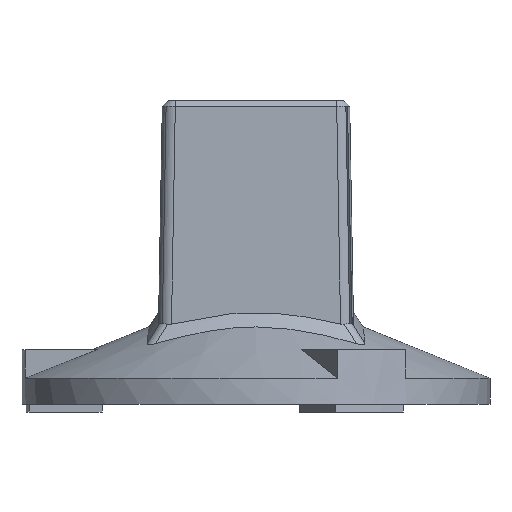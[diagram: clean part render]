
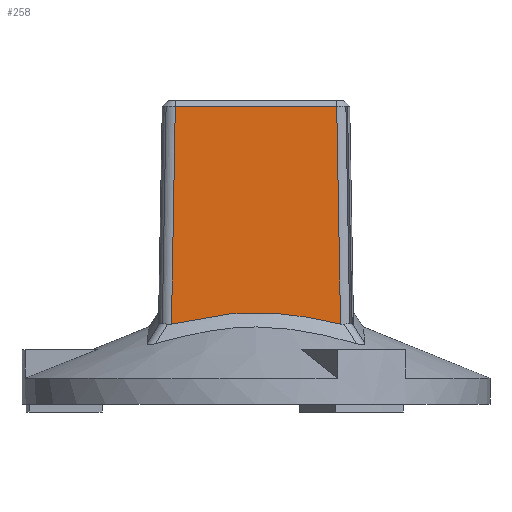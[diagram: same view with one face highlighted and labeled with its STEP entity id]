
A CAD part, front view. The second image highlights one B-rep face of the part: STEP entity #258.
In plain terms, the highlighted planar face has unit normal (0, -1, 0.018).
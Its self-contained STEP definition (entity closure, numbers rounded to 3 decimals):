
#258=ADVANCED_FACE('',(#547),#548,.T.);
#547=FACE_OUTER_BOUND('',#6869,.T.);
#548=PLANE('',#6870);
#6869=EDGE_LOOP('',(#7746,#7747,#7748,#7749,#7750,#7751));
#6870=AXIS2_PLACEMENT_3D('',#7752,#7753,#7754);
#7746=ORIENTED_EDGE('',*,*,#8319,.F.);
#7747=ORIENTED_EDGE('',*,*,#8316,.T.);
#7748=ORIENTED_EDGE('',*,*,#8314,.F.);
#7749=ORIENTED_EDGE('',*,*,#8321,.T.);
#7750=ORIENTED_EDGE('',*,*,#8262,.T.);
#7751=ORIENTED_EDGE('',*,*,#8029,.T.);
#7752=CARTESIAN_POINT('',(-38.2,-36.0,120.0));
#7753=DIRECTION('',(0.0,-1.,0.017));
#7754=DIRECTION('',(-1.0,0.0,0.0));
#8029=EDGE_CURVE('',#8413,#8411,#8414,.T.);
#8262=EDGE_CURVE('',#8788,#8413,#8789,.T.);
#8314=EDGE_CURVE('',#8846,#8850,#8852,.T.);
#8316=EDGE_CURVE('',#8854,#8850,#8855,.F.);
#8319=EDGE_CURVE('',#8854,#8411,#8858,.F.);
#8321=EDGE_CURVE('',#8846,#8788,#8860,.F.);
#8411=VERTEX_POINT('',#9001);
#8413=VERTEX_POINT('',#9018);
#8414=LINE('',#9019,#9020);
#8788=VERTEX_POINT('',#10128);
#8789=B_SPLINE_CURVE_WITH_KNOTS('',3,(#10129,#10130,#10131,#10132,#10133,#10134),.UNSPECIFIED.,.F.,.F.,(4,2,4),(0.,3.832,7.679),.UNSPECIFIED.);
#8846=VERTEX_POINT('',#10377);
#8850=VERTEX_POINT('',#10399);
#8852=LINE('',#10402,#10403);
#8854=VERTEX_POINT('',#10405);
#8855=LINE('',#10406,#10407);
#8858=B_SPLINE_CURVE_WITH_KNOTS('',3,(#10419,#10420,#10421,#10422,#10423,#10424,#10425),.UNSPECIFIED.,.F.,.F.,(4,3,4),(0.0,0.667,1.0),.UNSPECIFIED.);
#8860=LINE('',#10427,#10428);
#9001=CARTESIAN_POINT('',(31.044,-36.043,117.543));
#9018=CARTESIAN_POINT('',(32.506,-37.505,33.788));
#9019=CARTESIAN_POINT('',(30.991,-35.991,120.536));
#9020=VECTOR('',#10624,1.0);
#10128=CARTESIAN_POINT('',(-32.506,-37.505,33.788));
#10129=CARTESIAN_POINT('',(-32.506,-37.505,33.788));
#10130=CARTESIAN_POINT('',(-20.094,-37.452,36.806));
#10131=CARTESIAN_POINT('',(-9.924,-37.428,38.178));
#10132=CARTESIAN_POINT('',(9.845,-37.428,38.189));
#10133=CARTESIAN_POINT('',(20.048,-37.452,36.817));
#10134=CARTESIAN_POINT('',(32.506,-37.505,33.788));
#10377=CARTESIAN_POINT('',(-31.044,-36.043,117.543));
#10399=CARTESIAN_POINT('',(-31.001,-36.043,117.543));
#10402=CARTESIAN_POINT('',(-34.607,-36.043,117.54));
#10403=VECTOR('',#10808,1.0);
#10405=CARTESIAN_POINT('',(31.001,-36.043,117.543));
#10406=CARTESIAN_POINT('',(-28.65,-36.043,117.543));
#10407=VECTOR('',#10809,1.0);
#10419=CARTESIAN_POINT('',(31.044,-36.043,117.543));
#10420=CARTESIAN_POINT('',(31.034,-36.043,117.543));
#10421=CARTESIAN_POINT('',(31.025,-36.043,117.543));
#10422=CARTESIAN_POINT('',(31.015,-36.043,117.543));
#10423=CARTESIAN_POINT('',(31.01,-36.043,117.543));
#10424=CARTESIAN_POINT('',(31.006,-36.043,117.543));
#10425=CARTESIAN_POINT('',(31.001,-36.043,117.543));
#10427=CARTESIAN_POINT('',(-30.991,-35.991,120.541));
#10428=VECTOR('',#10810,1.0);
#10624=DIRECTION('',(-0.017,0.017,1.));
#10808=DIRECTION('',(1.,0.,0.001));
#10809=DIRECTION('',(1.0,0.0,0.0));
#10810=DIRECTION('',(0.017,0.017,1.));
